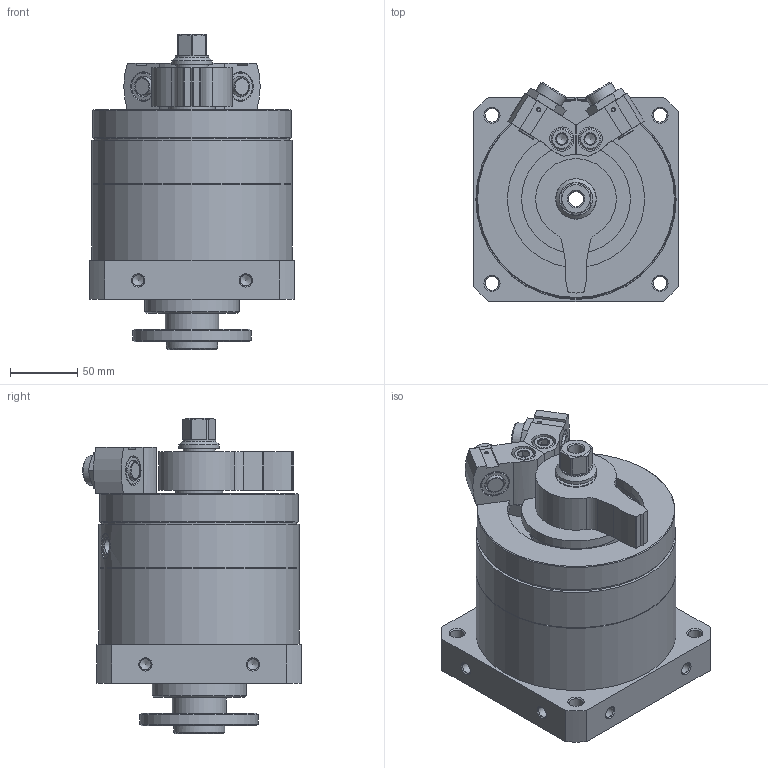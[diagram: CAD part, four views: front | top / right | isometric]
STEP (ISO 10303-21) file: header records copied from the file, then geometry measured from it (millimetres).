
FILE_DESCRIPTION(/* description */ ('STEP AP214'),/* implementation_level */ '2;1');
FILE_NAME(/* name */ '1145117_DSM-T-63-270-P-FW-A-B',/* time_stamp */ '2024-08-21T19:49:26+02:00',/* author */ ('License CC BY-ND 4.0'),/* organization */ ('CADENAS'),/* preprocessor_version */ 'ST-DEVELOPER v19.3',/* originating_system */ 'PARTsolutions',/* authorisation */ ' ');
FILE_SCHEMA (('AUTOMOTIVE_DESIGN {1 0 10303 214 3 1 1}'));
Length unit declared in the file: millimetre
Products named in the file (10): 1145117 DSM-T-63-270-P-FW-A-B--(0); 552080 DSM-63-270-P-FW-A-B_G---(T); 737476 DSM-63-BR---(HZ); 714516 DSM-63-P-B; 668356 DFM-50/63-B; 714510 DSM-63_NS; DIN-912 - M10x40(F); 337143 VAL-1/8-10 M22X1.5-6-27; 737477 DSM-63-BL---(HZ); 552080 DSM-63-270-P-FW-A-B_K---(T)
Assembly tree (14 placements, depth 2):
  1145117 DSM-T-63-270-P-FW-A-B--(0)
    552080 DSM-63-270-P-FW-A-B_G---(T)
    737476 DSM-63-BR---(HZ)
    714516 DSM-63-P-B  x2
    668356 DFM-50/63-B  x2
    714510 DSM-63_NS  x2
    DIN-912 - M10x40(F)  x2
    337143 VAL-1/8-10 M22X1.5-6-27  x2
    737477 DSM-63-BL---(HZ)
    552080 DSM-63-270-P-FW-A-B_K---(T)
Bounding box: 152 x 162.65 x 234.4 mm (x, y, z)
Volume: 2431717.9 mm3; surface area: 331629.2 mm2
Topology: 14 solids, 14 shells, 405 faces, 919 edges, 573 vertices
Faces by surface type: plane 174, cylinder 121, cone 102, torus 8
Full cylindrical faces by diameter (mm): 2.459 x2, 3.6 x2, 6.647 x4, 8.376 x8, 10 x2, 10.106 x4, 11 x2, 11.445 x3, 12 x4, 15.6 x2, 16 x2, 18 x2, 19 x2, 20.376 x4, 22 x2, 24 x1, 24.6 x1, 30 x2, 30.1 x1, 35 x2, 38 x1, 40 x1, 69 x1, 70 x1, 81 x1, 88 x1, 102 x1, 116 x1, 129 x2, 144.6 x1
Entity records: 8861 total; most frequent: CARTESIAN_POINT 1609, DIRECTION 1541, ORIENTED_EDGE 1172, AXIS2_PLACEMENT_3D 652, EDGE_CURVE 586, FACE_BOUND 546, EDGE_LOOP 538, VERTEX_POINT 454
